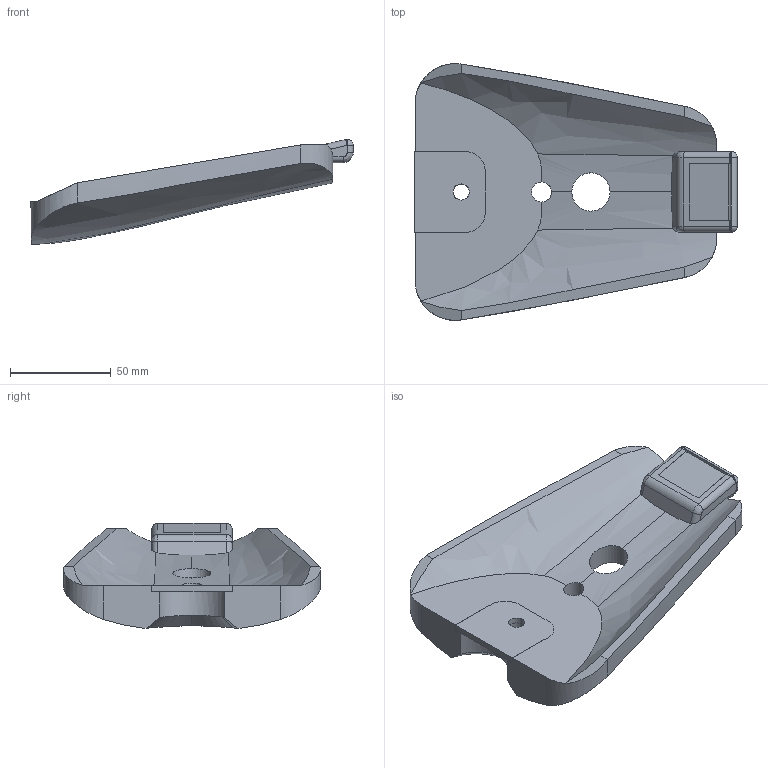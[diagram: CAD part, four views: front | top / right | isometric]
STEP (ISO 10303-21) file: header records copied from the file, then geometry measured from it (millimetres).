
FILE_DESCRIPTION(/* description */ (''),/* implementation_level */ '2;1');
FILE_NAME(/* name */ '伞仓盖.stp',/* time_stamp */ '2021-02-20T10:49:19+08:00',/* author */ (''),/* organization */ (''),/* preprocessor_version */ 'ST-DEVELOPER v16.7',/* originating_system */ 'SIEMENS PLM Software NX 12.0',/* authorisation */ '');
FILE_SCHEMA (('AUTOMOTIVE_DESIGN { 1 0 10303 214 3 1 1 1 }'));
Length unit declared in the file: millimetre
Products named in the file (1): Admi1EC47750t3i4
Bounding box: 160 x 127.35 x 52.14 mm (x, y, z)
Volume: 204029 mm3; surface area: 46818.8 mm2
Topology: 3 solids, 3 shells, 88 faces, 239 edges, 148 vertices
Faces by surface type: plane 38, cylinder 28, bspline 18, sphere 4
Full cylindrical faces by diameter (mm): 8 x2, 10 x1, 18.975 x1
Entity records: 10895 total; most frequent: CARTESIAN_POINT 8827, ORIENTED_EDGE 462, DIRECTION 351, EDGE_CURVE 231, VERTEX_POINT 148, AXIS2_PLACEMENT_3D 124, LINE 103, VECTOR 103
